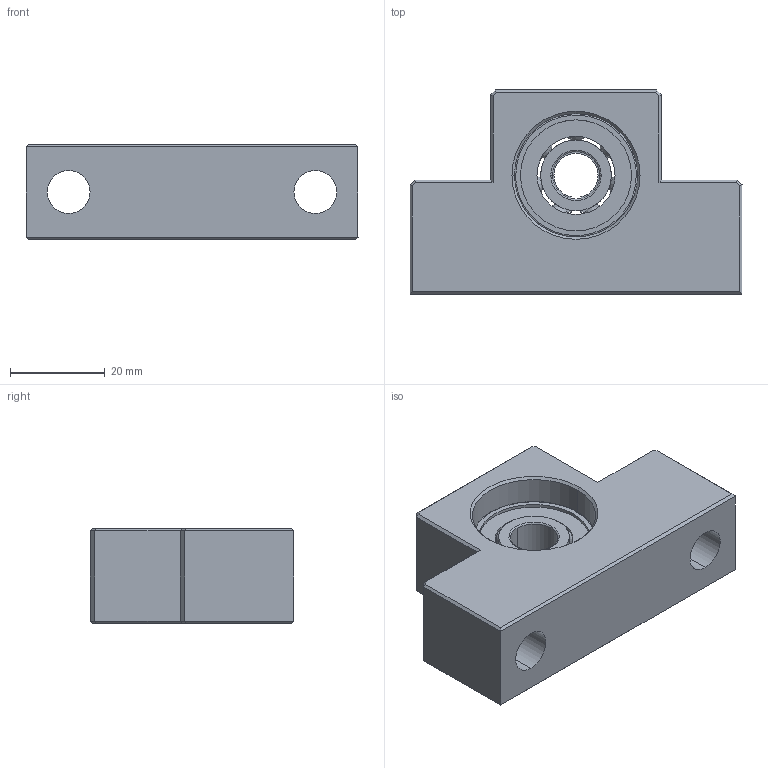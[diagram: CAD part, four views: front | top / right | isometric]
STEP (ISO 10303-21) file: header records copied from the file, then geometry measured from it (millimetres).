
FILE_DESCRIPTION (( 'STEP AP214' ), '1' );
FILE_NAME ('EF12.STEP', '2019-04-04T09:00:23', ( '' ), ( '' ), 'SwSTEP 2.0', 'SolidWorks 2015', '' );
FILE_SCHEMA (( 'AUTOMOTIVE_DESIGN' ));
Length unit declared in the file: millimetre
Products named in the file (1): EF12
Bounding box: 70 x 43 x 20 mm (x, y, z)
Volume: 35729.4 mm3; surface area: 14587.2 mm2
Topology: 3 solids, 3 shells, 730 faces, 2116 edges, 1389 vertices
Faces by surface type: plane 582, bspline 98, cylinder 46, cone 4
Entity records: 28625 total; most frequent: CARTESIAN_POINT 8412, ORIENTED_EDGE 4176, DIRECTION 3341, EDGE_CURVE 2088, VECTOR 1625, LINE 1625, VERTEX_POINT 1389, AXIS2_PLACEMENT_3D 858
